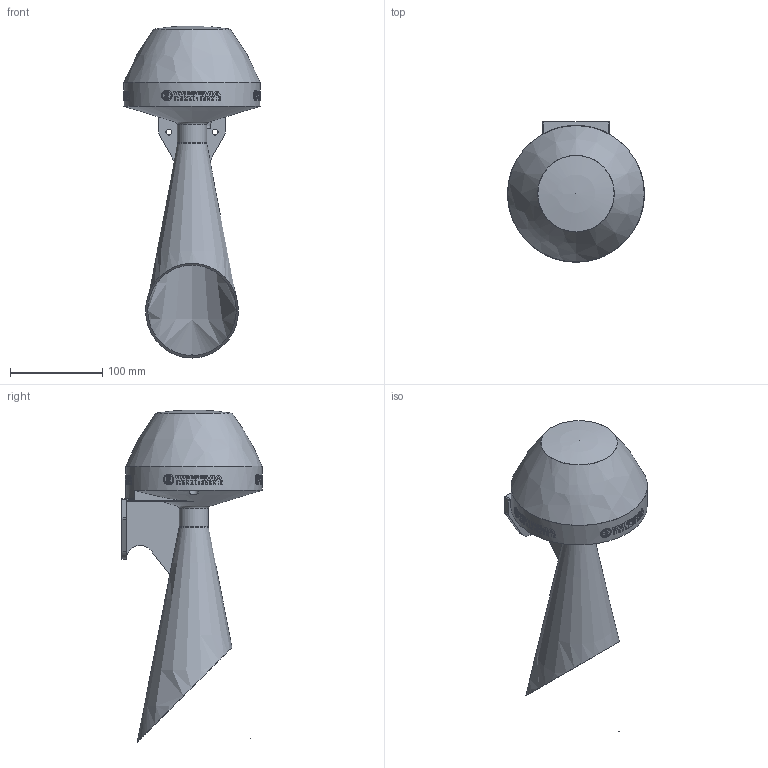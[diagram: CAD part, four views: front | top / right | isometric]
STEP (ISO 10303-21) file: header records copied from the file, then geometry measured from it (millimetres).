
FILE_DESCRIPTION(/* description */ ('Customer part'),/* implementation_level */ '2;1');
FILE_NAME(/* name */ '800000006100_prt_000.step',/* time_stamp */ '2021-08-26T13:29:13+02:00',/* author */ ('BUEHL'),/* organization */ ('WERMA Signaltechnik GmbH+Co.KG'),/* preprocessor_version */ 'ST-DEVELOPER v17',/* originating_system */ 'Autodesk Inventor 2018',/* authorisation */ 'public');
FILE_SCHEMA (('AUTOMOTIVE_DESIGN { 1 0 10303 214 3 1 1 }'));
Length unit declared in the file: millimetre
Products named in the file (1): 800000006100_prt_000_1
Bounding box: 148.2 x 152.1 x 360 mm (x, y, z)
Volume: 1375157.8 mm3; surface area: 160906.8 mm2
Topology: 2 solids, 10 shells, 1092 faces, 2923 edges, 1952 vertices
Faces by surface type: plane 760, cylinder 309, cone 16, torus 5, bspline 1, sphere 1
Full cylindrical faces by diameter (mm): 6.5 x2, 16 x1, 19 x1, 23 x1, 148 x1
Entity records: 38972 total; most frequent: CARTESIAN_POINT 11303, ORIENTED_EDGE 5844, DIRECTION 5757, EDGE_CURVE 2922, AXIS2_PLACEMENT_3D 2116, VERTEX_POINT 1952, LINE 1525, VECTOR 1525
